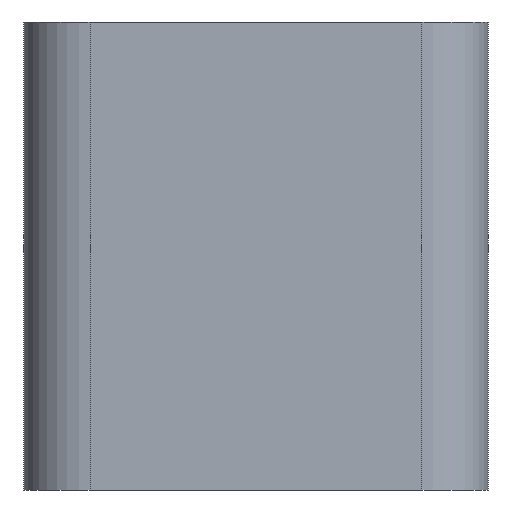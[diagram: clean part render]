
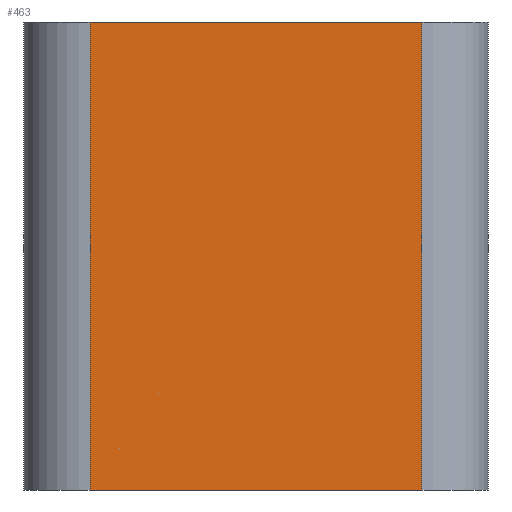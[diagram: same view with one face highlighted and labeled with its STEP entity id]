
A CAD part, front view. The second image highlights one B-rep face of the part: STEP entity #463.
In plain terms, the highlighted planar face has unit normal (0, -1, 0).
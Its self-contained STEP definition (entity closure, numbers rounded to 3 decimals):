
#73=FACE_OUTER_BOUND('',#101,.T.);
#101=EDGE_LOOP('',(#415,#416,#417,#418));
#128=LINE('',#746,#172);
#138=LINE('',#777,#182);
#142=LINE('',#788,#186);
#146=LINE('',#795,#190);
#172=VECTOR('',#605,10.);
#182=VECTOR('',#639,10.);
#186=VECTOR('',#651,10.);
#190=VECTOR('',#661,10.);
#217=VERTEX_POINT('',#743);
#218=VERTEX_POINT('',#745);
#226=VERTEX_POINT('',#774);
#227=VERTEX_POINT('',#776);
#269=EDGE_CURVE('',#217,#218,#128,.T.);
#284=EDGE_CURVE('',#226,#227,#138,.T.);
#290=EDGE_CURVE('',#218,#226,#142,.T.);
#294=EDGE_CURVE('',#227,#217,#146,.T.);
#415=ORIENTED_EDGE('',*,*,#290,.F.);
#416=ORIENTED_EDGE('',*,*,#269,.F.);
#417=ORIENTED_EDGE('',*,*,#294,.F.);
#418=ORIENTED_EDGE('',*,*,#284,.F.);
#436=PLANE('',#524);
#463=ADVANCED_FACE('',(#73),#436,.T.);
#524=AXIS2_PLACEMENT_3D('',#796,#662,#663);
#605=DIRECTION('',(1.,0.,0.));
#639=DIRECTION('',(-1.,0.,0.));
#651=DIRECTION('',(0.,0.,-1.));
#661=DIRECTION('',(0.,0.,1.));
#662=DIRECTION('center_axis',(0.,-1.,0.));
#663=DIRECTION('ref_axis',(1.,0.,0.));
#743=CARTESIAN_POINT('',(-3.12,-1.48,8.8));
#745=CARTESIAN_POINT('',(3.12,-1.48,8.8));
#746=CARTESIAN_POINT('',(4.37,-1.48,8.8));
#774=CARTESIAN_POINT('',(3.12,-1.48,0.));
#776=CARTESIAN_POINT('',(-3.12,-1.48,0.));
#777=CARTESIAN_POINT('',(4.37,-1.48,0.));
#788=CARTESIAN_POINT('',(3.12,-1.48,0.));
#795=CARTESIAN_POINT('',(-3.12,-1.48,0.));
#796=CARTESIAN_POINT('Origin',(-4.37,-1.48,0.));
